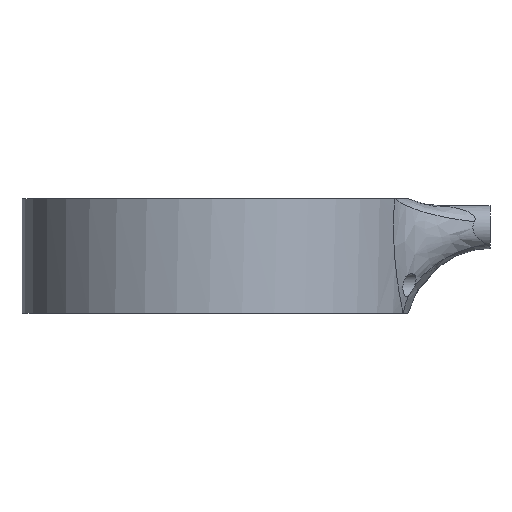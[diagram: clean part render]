
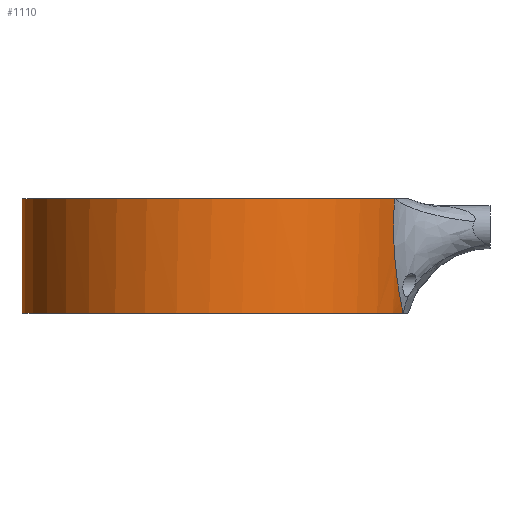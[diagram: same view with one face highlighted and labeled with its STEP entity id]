
A CAD part, front view. The second image highlights one B-rep face of the part: STEP entity #1110.
In plain terms, the highlighted cylindrical face has radius 67.5 mm (diameter 135 mm), a partial arc.
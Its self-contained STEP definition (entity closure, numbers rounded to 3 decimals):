
#53 = CARTESIAN_POINT ( 'NONE',  ( 62.313, -25.948, 28.49 ) ) ;
#63 = EDGE_CURVE ( 'NONE', #1141, #2291, #2720, .T. ) ;
#135 = CARTESIAN_POINT ( 'NONE',  ( 62.691, -25.021, 40. ) ) ;
#217 = DIRECTION ( 'NONE',  ( 0., 0., 1. ) ) ;
#274 = CARTESIAN_POINT ( 'NONE',  ( 62.525, -25.434, 22.27 ) ) ;
#366 = EDGE_CURVE ( 'NONE', #535, #595, #2067, .T. ) ;
#392 = AXIS2_PLACEMENT_3D ( 'NONE', #1795, #3004, #2976 ) ;
#510 = CARTESIAN_POINT ( 'NONE',  ( 0., 0., 40. ) ) ;
#535 = VERTEX_POINT ( 'NONE', #1125 ) ;
#573 = ORIENTED_EDGE ( 'NONE', *, *, #2753, .T. ) ;
#584 = DIRECTION ( 'NONE',  ( 1., 0., 0. ) ) ;
#595 = VERTEX_POINT ( 'NONE', #2569 ) ;
#596 = EDGE_CURVE ( 'NONE', #535, #2291, #2712, .T. ) ;
#644 = DIRECTION ( 'NONE',  ( 0., 0., -1. ) ) ;
#822 = FACE_OUTER_BOUND ( 'NONE', #3070, .T. ) ;
#899 = CARTESIAN_POINT ( 'NONE',  ( 62.404, -25.73, 24.925 ) ) ;
#941 = CARTESIAN_POINT ( 'NONE',  ( 63.768, -22.149, 10.343 ) ) ;
#1110 = ADVANCED_FACE ( 'NONE', ( #822 ), #3761, .T. ) ;
#1125 = CARTESIAN_POINT ( 'NONE',  ( -67.5, 0., 40. ) ) ;
#1141 = VERTEX_POINT ( 'NONE', #3744 ) ;
#1169 = CARTESIAN_POINT ( 'NONE',  ( 62.937, -24.4, 17.063 ) ) ;
#1234 = CARTESIAN_POINT ( 'NONE',  ( 62.425, -25.679, 35.592 ) ) ;
#1519 = CARTESIAN_POINT ( 'NONE',  ( 65.395, -16.736, 1.313 ) ) ;
#1537 = CARTESIAN_POINT ( 'NONE',  ( 62.466, -25.579, 36.477 ) ) ;
#1685 = CARTESIAN_POINT ( 'NONE',  ( 0., 0., 40. ) ) ;
#1764 = CARTESIAN_POINT ( 'NONE',  ( 62.301, -25.978, 31.159 ) ) ;
#1786 = CARTESIAN_POINT ( 'NONE',  ( 62.691, -25.021, 40. ) ) ;
#1795 = CARTESIAN_POINT ( 'NONE',  ( 0., 0., 0. ) ) ;
#1810 = CARTESIAN_POINT ( 'NONE',  ( 64.965, -18.331, 3.425 ) ) ;
#1831 = CARTESIAN_POINT ( 'NONE',  ( 62.327, -25.916, 27.6 ) ) ;
#1858 = VECTOR ( 'NONE', #644, 1000. ) ;
#2067 = LINE ( 'NONE', #3825, #1858 ) ;
#2076 = CARTESIAN_POINT ( 'NONE',  ( 62.624, -25.189, 39.127 ) ) ;
#2097 = CARTESIAN_POINT ( 'NONE',  ( 65.109, -17.815, 2.702 ) ) ;
#2118 = CARTESIAN_POINT ( 'NONE',  ( 62.566, -25.334, 38.245 ) ) ;
#2291 = VERTEX_POINT ( 'NONE', #135 ) ;
#2296 = CIRCLE ( 'NONE', #392, 67.5 ) ;
#2344 = CARTESIAN_POINT ( 'NONE',  ( 62.329, -25.911, 32.935 ) ) ;
#2388 = CARTESIAN_POINT ( 'NONE',  ( 65.537, -16.17, 0.643 ) ) ;
#2569 = CARTESIAN_POINT ( 'NONE',  ( -67.5, 0., 0. ) ) ;
#2583 = AXIS2_PLACEMENT_3D ( 'NONE', #510, #3137, #2839 ) ;
#2673 = CARTESIAN_POINT ( 'NONE',  ( 63.117, -23.935, 15.354 ) ) ;
#2692 = CARTESIAN_POINT ( 'NONE',  ( 64.543, -19.786, 5.636 ) ) ;
#2712 = CIRCLE ( 'NONE', #3206, 67.5 ) ;
#2717 = CARTESIAN_POINT ( 'NONE',  ( 62.372, -25.807, 25.817 ) ) ;
#2720 = B_SPLINE_CURVE_WITH_KNOTS ( 'NONE', 3,
 ( #3594, #2388, #1519, #2097, #1810, #2692, #3551, #941, #3814, #2673, #1169, #3304, #274, #899, #2717, #1831, #53, #1764, #2344, #1234, #1537, #2118, #2076, #1786 ),
 .UNSPECIFIED., .F., .F.,
 ( 4, 2, 2, 2, 2, 2, 2, 2, 2, 2, 2, 4 ),
 ( 0.119, 0.122, 0.124, 0.13, 0.135, 0.14, 0.146, 0.148, 0.151, 0.156, 0.159, 0.162 ),
 .UNSPECIFIED. ) ;
#2753 = EDGE_CURVE ( 'NONE', #595, #1141, #2296, .T. ) ;
#2839 = DIRECTION ( 'NONE',  ( -1., 0., 0. ) ) ;
#2967 = ORIENTED_EDGE ( 'NONE', *, *, #63, .T. ) ;
#2976 = DIRECTION ( 'NONE',  ( 1., 0., 0. ) ) ;
#3004 = DIRECTION ( 'NONE',  ( 0., 0., 1. ) ) ;
#3070 = EDGE_LOOP ( 'NONE', ( #3276, #3186, #573, #2967 ) ) ;
#3137 = DIRECTION ( 'NONE',  ( 0., 0., -1. ) ) ;
#3186 = ORIENTED_EDGE ( 'NONE', *, *, #366, .T. ) ;
#3206 = AXIS2_PLACEMENT_3D ( 'NONE', #1685, #217, #584 ) ;
#3276 = ORIENTED_EDGE ( 'NONE', *, *, #596, .F. ) ;
#3304 = CARTESIAN_POINT ( 'NONE',  ( 62.641, -25.15, 20.521 ) ) ;
#3551 = CARTESIAN_POINT ( 'NONE',  ( 64.272, -20.639, 7.17 ) ) ;
#3594 = CARTESIAN_POINT ( 'NONE',  ( 65.678, -15.577, 0. ) ) ;
#3744 = CARTESIAN_POINT ( 'NONE',  ( 65.678, -15.577, 0. ) ) ;
#3761 = CYLINDRICAL_SURFACE ( 'NONE', #2583, 67.5 ) ;
#3814 = CARTESIAN_POINT ( 'NONE',  ( 63.534, -22.805, 11.982 ) ) ;
#3825 = CARTESIAN_POINT ( 'NONE',  ( -67.5, 0., 40. ) ) ;
